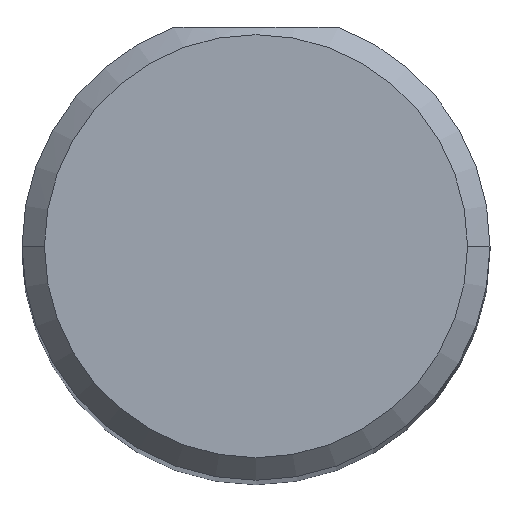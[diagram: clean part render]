
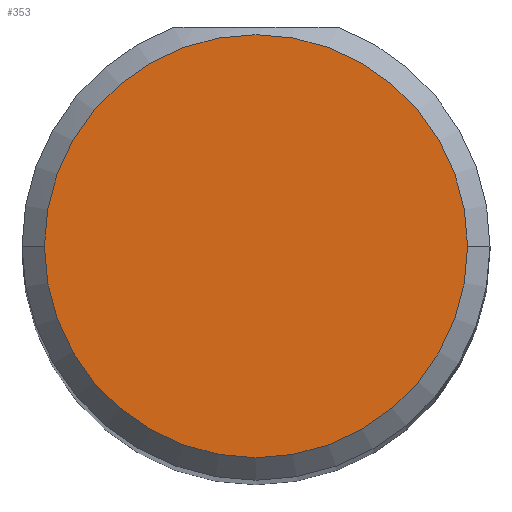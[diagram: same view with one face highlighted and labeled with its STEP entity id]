
A CAD part, top view. The second image highlights one B-rep face of the part: STEP entity #353.
In plain terms, the highlighted planar face has unit normal (0, 0, 1).
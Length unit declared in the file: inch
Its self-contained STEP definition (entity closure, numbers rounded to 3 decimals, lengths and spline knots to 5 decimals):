
#5 = EDGE_CURVE ( 'NONE', #593, #63, #102, .T. ) ;
#6 = DIRECTION ( 'NONE',  ( 0., 0., 1. ) ) ;
#25 = DIRECTION ( 'NONE',  ( -1., 0., 0. ) ) ;
#50 = DIRECTION ( 'NONE',  ( 0., 0., -1. ) ) ;
#60 = EDGE_LOOP ( 'NONE', ( #408, #209 ) ) ;
#63 = VERTEX_POINT ( 'NONE', #330 ) ;
#102 = CIRCLE ( 'NONE', #355, 0.14125 ) ;
#130 = CARTESIAN_POINT ( 'NONE',  ( 0.625, 0., 2.5 ) ) ;
#209 = ORIENTED_EDGE ( 'NONE', *, *, #5, .F. ) ;
#232 = EDGE_CURVE ( 'NONE', #63, #593, #606, .T. ) ;
#257 = DIRECTION ( 'NONE',  ( -1., 0., 0. ) ) ;
#284 = CARTESIAN_POINT ( 'NONE',  ( 0.625, 0., 2.5 ) ) ;
#290 = AXIS2_PLACEMENT_3D ( 'NONE', #390, #6, #257 ) ;
#327 = DIRECTION ( 'NONE',  ( -1., 0., 0. ) ) ;
#330 = CARTESIAN_POINT ( 'NONE',  ( 0.76625, 0., 2.5 ) ) ;
#344 = AXIS2_PLACEMENT_3D ( 'NONE', #284, #50, #327 ) ;
#353 = ADVANCED_FACE ( 'NONE', ( #354 ), #496, .T. ) ;
#354 = FACE_OUTER_BOUND ( 'NONE', #60, .T. ) ;
#355 = AXIS2_PLACEMENT_3D ( 'NONE', #130, #367, #25 ) ;
#367 = DIRECTION ( 'NONE',  ( 0., 0., -1. ) ) ;
#390 = CARTESIAN_POINT ( 'NONE',  ( 0.625, 0., 2.5 ) ) ;
#408 = ORIENTED_EDGE ( 'NONE', *, *, #232, .F. ) ;
#496 = PLANE ( 'NONE',  #290 ) ;
#545 = CARTESIAN_POINT ( 'NONE',  ( 0.48375, 0., 2.5 ) ) ;
#593 = VERTEX_POINT ( 'NONE', #545 ) ;
#606 = CIRCLE ( 'NONE', #344, 0.14125 ) ;
